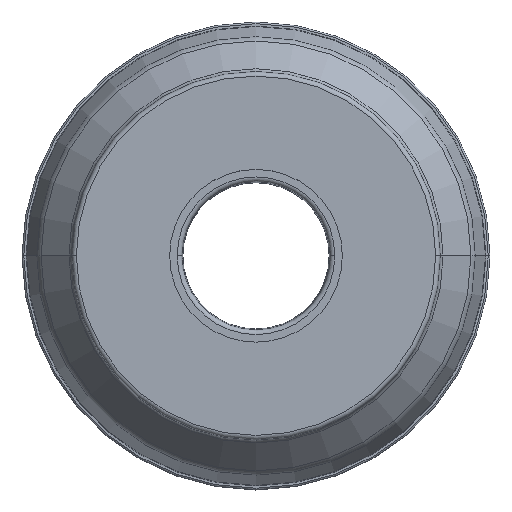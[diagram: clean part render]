
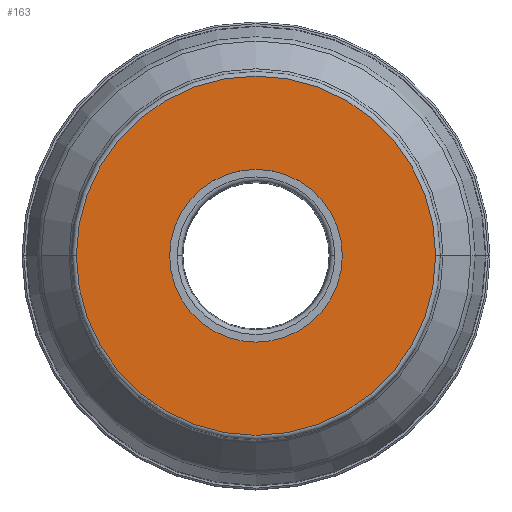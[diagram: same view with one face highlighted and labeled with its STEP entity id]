
A CAD part, top view. The second image highlights one B-rep face of the part: STEP entity #163.
In plain terms, the highlighted planar face has unit normal (0, 0, 1).
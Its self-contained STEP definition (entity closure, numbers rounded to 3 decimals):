
#62=PLANE('',#1539);
#74=FACE_BOUND('',#367,.T.);
#75=FACE_BOUND('',#368,.T.);
#163=ADVANCED_FACE('',(#74,#75),#62,.F.);
#367=EDGE_LOOP('',(#606,#607));
#368=EDGE_LOOP('',(#608,#609));
#606=ORIENTED_EDGE('',*,*,#973,.F.);
#607=ORIENTED_EDGE('',*,*,#972,.F.);
#608=ORIENTED_EDGE('',*,*,#974,.F.);
#609=ORIENTED_EDGE('',*,*,#975,.F.);
#828=VERTEX_POINT('',#2388);
#829=VERTEX_POINT('',#2390);
#830=VERTEX_POINT('',#2395);
#831=VERTEX_POINT('',#2396);
#972=EDGE_CURVE('',#829,#828,#1117,.T.);
#973=EDGE_CURVE('',#828,#829,#1118,.T.);
#974=EDGE_CURVE('',#830,#831,#1119,.T.);
#975=EDGE_CURVE('',#831,#830,#1120,.T.);
#1117=CIRCLE('',#1534,78.);
#1118=CIRCLE('',#1536,78.);
#1119=CIRCLE('',#1537,37.5);
#1120=CIRCLE('',#1538,37.5);
#1534=AXIS2_PLACEMENT_3D('',#2391,#1946,#1947);
#1536=AXIS2_PLACEMENT_3D('',#2393,#1950,#1951);
#1537=AXIS2_PLACEMENT_3D('',#2394,#1952,#1953);
#1538=AXIS2_PLACEMENT_3D('',#2397,#1954,#1955);
#1539=AXIS2_PLACEMENT_3D('',#2398,#1956,#1957);
#1946=DIRECTION('',(0.,0.,-1.));
#1947=DIRECTION('',(-1.,0.,0.));
#1950=DIRECTION('',(0.,0.,-1.));
#1951=DIRECTION('',(1.,0.,0.));
#1952=DIRECTION('',(0.,0.,1.));
#1953=DIRECTION('',(1.,0.,0.));
#1954=DIRECTION('',(0.,0.,1.));
#1955=DIRECTION('',(-1.,0.,0.));
#1956=DIRECTION('',(0.,0.,-1.));
#1957=DIRECTION('',(1.,0.,0.));
#2388=CARTESIAN_POINT('',(78.,0.,0.));
#2390=CARTESIAN_POINT('',(-78.,0.,0.));
#2391=CARTESIAN_POINT('',(0.,0.,0.));
#2393=CARTESIAN_POINT('',(0.,0.,0.));
#2394=CARTESIAN_POINT('',(0.,0.,0.));
#2395=CARTESIAN_POINT('',(37.5,0.,0.));
#2396=CARTESIAN_POINT('',(-37.5,0.,0.));
#2397=CARTESIAN_POINT('',(0.,0.,0.));
#2398=CARTESIAN_POINT('',(0.,0.,0.));
